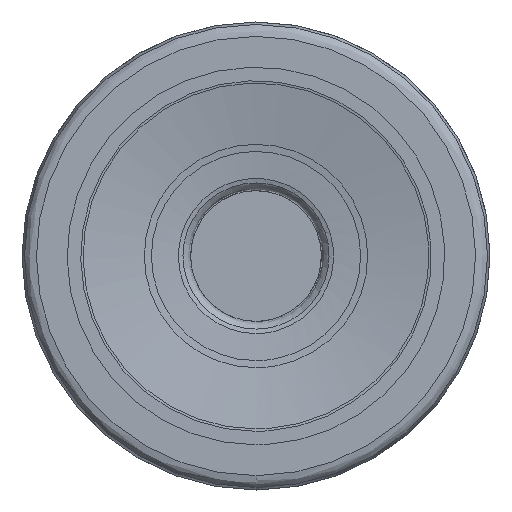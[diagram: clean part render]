
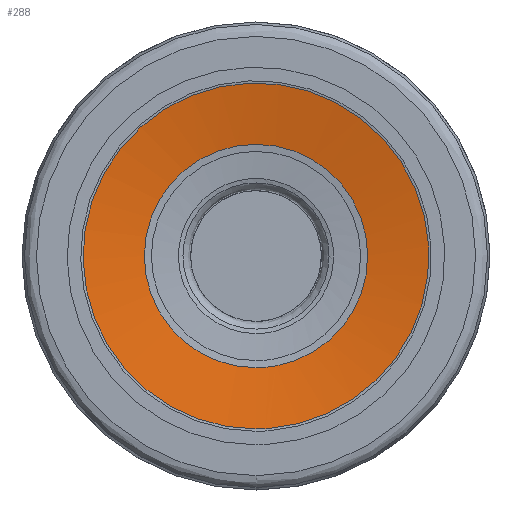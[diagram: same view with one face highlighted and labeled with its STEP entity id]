
A CAD part, left-side view. The second image highlights one B-rep face of the part: STEP entity #288.
In plain terms, the highlighted face is a revolution surface.
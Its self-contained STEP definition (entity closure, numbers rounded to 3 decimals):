
#67=SURFACE_OF_REVOLUTION('',#107,#95);
#95=AXIS1_PLACEMENT('',#1104,#875);
#107=LINE('',#1103,#117);
#117=VECTOR('',#874,1.641);
#288=ADVANCED_FACE('',(#369,#370),#67,.T.);
#369=FACE_BOUND('',#451,.T.);
#370=FACE_BOUND('',#452,.T.);
#451=EDGE_LOOP('',(#533));
#452=EDGE_LOOP('',(#534));
#533=ORIENTED_EDGE('',*,*,#619,.F.);
#534=ORIENTED_EDGE('',*,*,#618,.T.);
#577=VERTEX_POINT('',#1098);
#578=VERTEX_POINT('',#1102);
#618=EDGE_CURVE('',#577,#577,#659,.T.);
#619=EDGE_CURVE('',#578,#578,#660,.T.);
#659=CIRCLE('',#718,2.871);
#660=CIRCLE('',#720,4.447);
#718=AXIS2_PLACEMENT_3D('',#1097,#867,#868);
#720=AXIS2_PLACEMENT_3D('',#1101,#872,#873);
#867=DIRECTION('',(1.,0.,0.));
#868=DIRECTION('',(0.,0.,-1.));
#872=DIRECTION('',(1.,0.,0.));
#873=DIRECTION('',(0.,0.,-1.));
#874=DIRECTION('',(-0.168,-0.977,-0.13));
#875=DIRECTION('',(1.,0.,0.));
#1097=CARTESIAN_POINT('',(0.291,0.,0.));
#1098=CARTESIAN_POINT('',(0.291,0.,-2.871));
#1101=CARTESIAN_POINT('',(0.015,0.,0.));
#1102=CARTESIAN_POINT('',(0.015,0.,-4.447));
#1103=CARTESIAN_POINT('',(0.291,-2.839,0.432));
#1104=CARTESIAN_POINT('',(18.,0.,0.));
